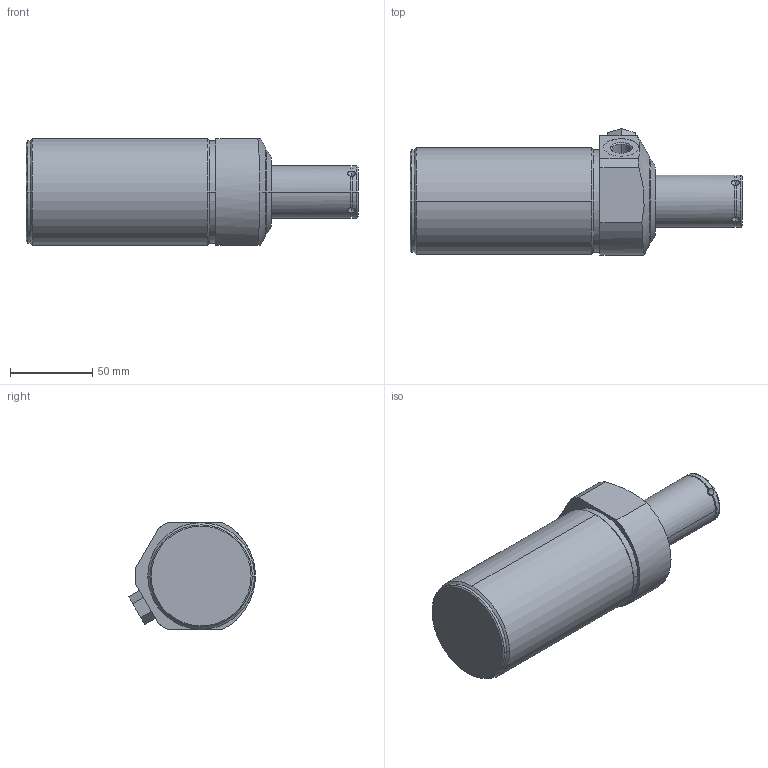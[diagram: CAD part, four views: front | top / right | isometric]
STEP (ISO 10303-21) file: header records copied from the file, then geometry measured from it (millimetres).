
FILE_DESCRIPTION((''),'2;1');
FILE_NAME('ILCM41502212','2018-07-25T',('ngp'),(''),'PRO/ENGINEER BY PARAMETRIC TECHNOLOGY CORPORATION, 2013320','PRO/ENGINEER BY PARAMETRIC TECHNOLOGY CORPORATION, 2013320','');
FILE_SCHEMA(('AUTOMOTIVE_DESIGN { 1 0 10303 214 1 1 1 1 }'));
Length unit declared in the file: millimetre
Products named in the file (1): ILCM41502212
Bounding box: 201.85 x 77.02 x 65 mm (x, y, z)
Volume: 535138.1 mm3; surface area: 46839.2 mm2
Topology: 1 solids, 3 shells, 92 faces, 234 edges, 145 vertices
Faces by surface type: cylinder 36, plane 30, cone 24, torus 2
Entity records: 3823 total; most frequent: CARTESIAN_POINT 771, DIRECTION 452, ORIENTED_EDGE 444, PRESENTATION_STYLE_ASSIGNMENT 239, STYLED_ITEM 226, CURVE_STYLE 224, EDGE_CURVE 224, AXIS2_PLACEMENT_3D 185
